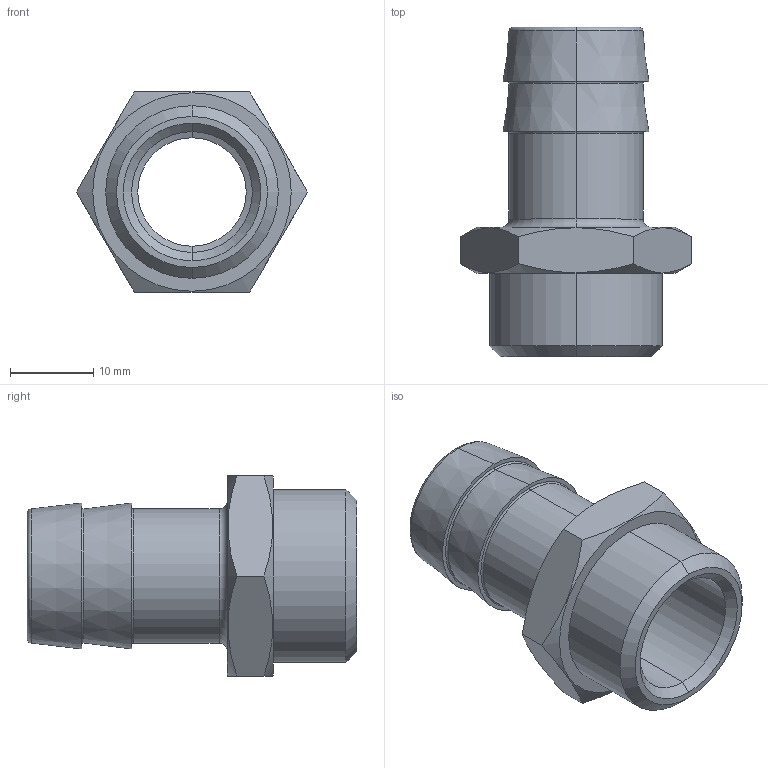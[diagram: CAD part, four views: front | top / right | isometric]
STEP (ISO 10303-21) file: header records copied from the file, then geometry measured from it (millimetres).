
FILE_DESCRIPTION (( 'STEP AP203' ), '1' );
FILE_NAME ('052000C4.STEP', '2010-09-13T13:53:13', ( 'Flavio' ), ( '' ), 'SwSTEP 2.0', 'SolidWorks 2009', '' );
FILE_SCHEMA (( 'CONFIG_CONTROL_DESIGN' ));
Length unit declared in the file: millimetre
Products named in the file (1): 052000C4
Bounding box: 27.71 x 39.5 x 24 mm (x, y, z)
Volume: 5468.3 mm3; surface area: 4647 mm2
Topology: 1 solids, 1 shells, 44 faces, 96 edges, 58 vertices
Faces by surface type: cone 14, plane 12, torus 10, cylinder 8
Entity records: 1393 total; most frequent: CARTESIAN_POINT 335, DIRECTION 222, ORIENTED_EDGE 192, AXIS2_PLACEMENT_3D 97, EDGE_CURVE 96, VERTEX_POINT 58, CIRCLE 52, EDGE_LOOP 50
